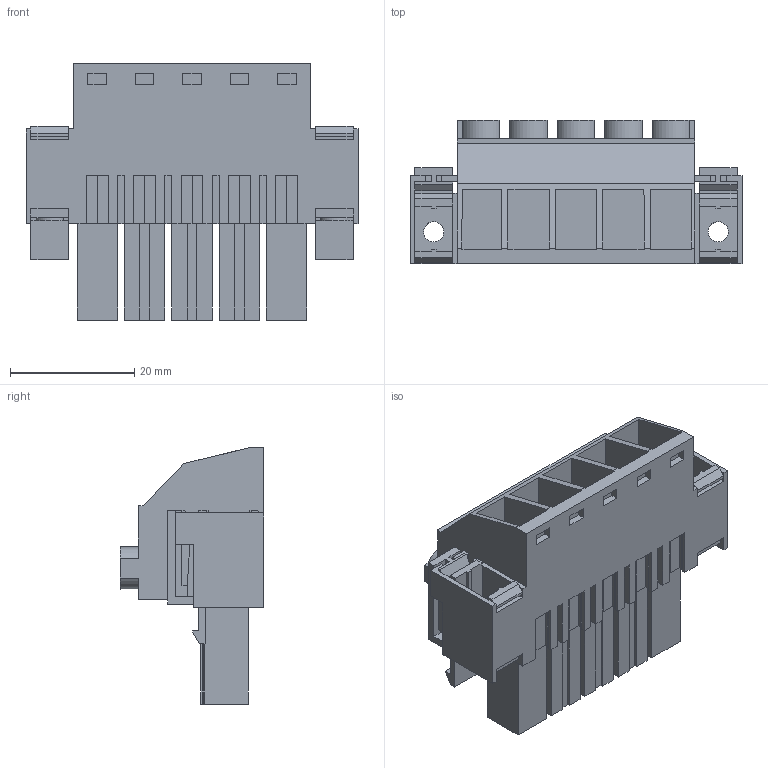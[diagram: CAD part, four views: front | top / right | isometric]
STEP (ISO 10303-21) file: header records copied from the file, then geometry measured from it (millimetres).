
FILE_DESCRIPTION(('CATIA V5 STEP','CAx-IF Rec.Pracs.--- Model Styling and Organization---1.2---2011-12-15'),'2;1');
FILE_NAME ('D1459348_0_1930080000_1930080000.stp','2017-07-31T10:33:23+00:00',('none'),('Weidmueller'),'CATIA Version 5-6 Release 2014','CATIA V5 STEP AP214','none');
FILE_SCHEMA(('AUTOMOTIVE_DESIGN { 1 0 10303 214 1 1 1 1 }'));
Length unit declared in the file: millimetre
Products named in the file (1): 1930080000
Bounding box: 53.34 x 23.1 x 41.15 mm (x, y, z)
Volume: 19075.7 mm3; surface area: 14382.2 mm2
Topology: 8 solids, 8 shells, 629 faces, 1776 edges, 1190 vertices
Faces by surface type: plane 586, cylinder 43
Entity records: 18644 total; most frequent: ORIENTED_EDGE 3552, CARTESIAN_POINT 3377, DIRECTION 2476, EDGE_CURVE 1776, VECTOR 1626, LINE 1626, VERTEX_POINT 1190, EDGE_LOOP 664
